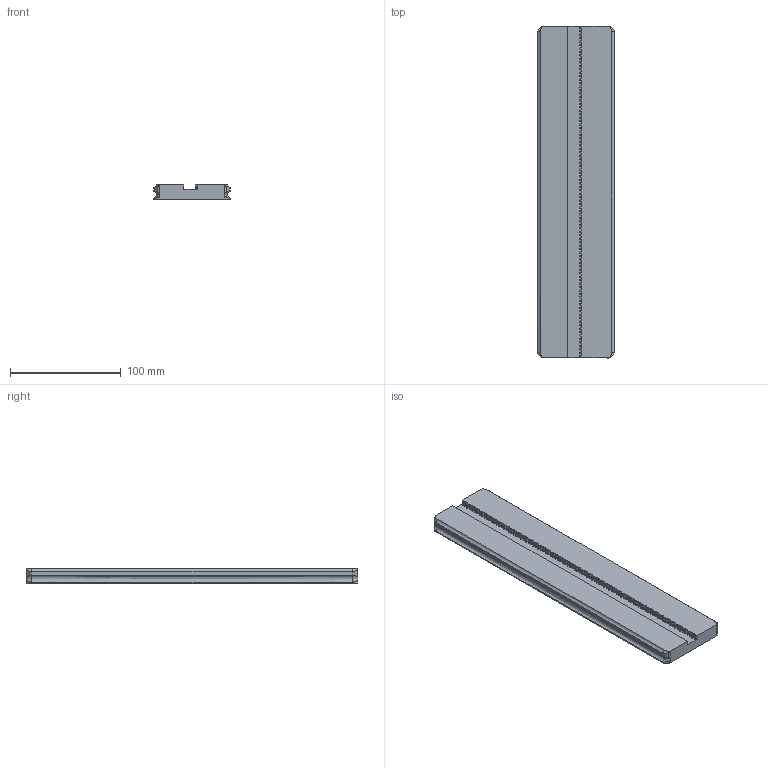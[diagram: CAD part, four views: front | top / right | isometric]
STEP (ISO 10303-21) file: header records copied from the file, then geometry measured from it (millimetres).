
FILE_DESCRIPTION(/* description */ (''),/* implementation_level */ '2;1');
FILE_NAME(/* name */ 'axis',/* time_stamp */ '2020-01-23T15:51:59+01:00',/* author */ (''),/* organization */ (''),/* preprocessor_version */ 'ST-DEVELOPER v16.5',/* originating_system */ '',/* authorisation */ '');
FILE_SCHEMA (('AUTOMOTIVE_DESIGN'));
Length unit declared in the file: millimetre
Products named in the file (1): Document
Bounding box: 68.79 x 300 x 12.7 mm (x, y, z)
Volume: 238723.4 mm3; surface area: 54379.6 mm2
Topology: 1 solids, 1 shells, 1104 faces, 3306 edges, 2204 vertices
Faces by surface type: bspline 1100, plane 4
Entity records: 37872 total; most frequent: CARTESIAN_POINT 22344, ORIENTED_EDGE 6612, EDGE_CURVE 3306, VERTEX_POINT 2204, ADVANCED_FACE 1104, FACE_OUTER_BOUND 1104, EDGE_LOOP 1104, B_SPLINE_CURVE_WITH_KNOTS 57
